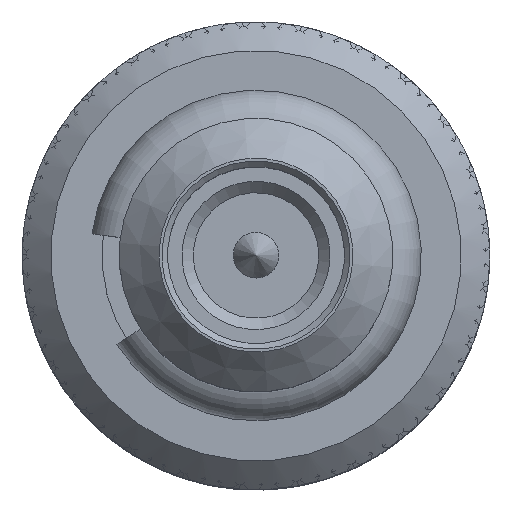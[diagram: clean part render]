
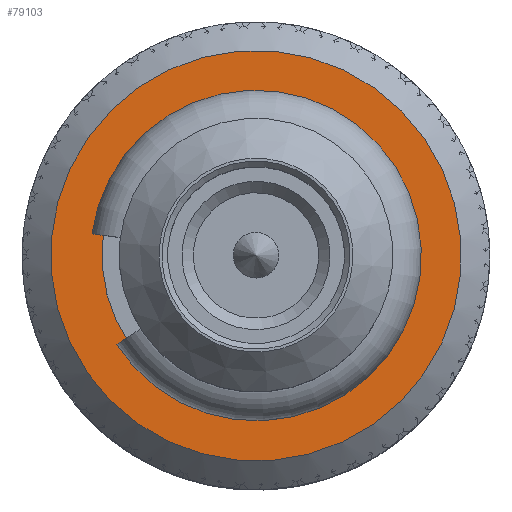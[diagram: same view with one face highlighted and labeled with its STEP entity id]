
A CAD part, top view. The second image highlights one B-rep face of the part: STEP entity #79103.
In plain terms, the highlighted planar face has unit normal (0, 0, 1).
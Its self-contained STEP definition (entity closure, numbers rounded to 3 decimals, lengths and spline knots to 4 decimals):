
#17183=PLANE('',#82987);
#17430=CIRCLE('',#82988,1.8);
#17431=CIRCLE('',#82989,1.35);
#31035=ORIENTED_EDGE('',*,*,#52593,.T.);
#31036=ORIENTED_EDGE('',*,*,#52594,.T.);
#52593=EDGE_CURVE('',#61393,#61393,#17430,.F.);
#52594=EDGE_CURVE('',#61394,#61394,#17431,.T.);
#61393=VERTEX_POINT('',#208260);
#61394=VERTEX_POINT('',#208262);
#65884=EDGE_LOOP('',(#31035));
#65885=EDGE_LOOP('',(#31036));
#72116=FACE_BOUND('',#65884,.T.);
#72117=FACE_BOUND('',#65885,.T.);
#79103=ADVANCED_FACE('',(#72116,#72117),#17183,.F.);
#82987=AXIS2_PLACEMENT_3D('',#208258,#85399,#85400);
#82988=AXIS2_PLACEMENT_3D('',#208259,#85401,#85402);
#82989=AXIS2_PLACEMENT_3D('',#208261,#85403,#85404);
#85399=DIRECTION('',(0.,0.,-1.));
#85400=DIRECTION('',(-1.,0.,0.));
#85401=DIRECTION('',(0.,0.,-1.));
#85402=DIRECTION('',(-1.,0.,0.));
#85403=DIRECTION('',(0.,0.,-1.));
#85404=DIRECTION('',(-1.,0.,0.));
#208258=CARTESIAN_POINT('',(0.,0.,0.));
#208259=CARTESIAN_POINT('',(0.,0.,0.));
#208260=CARTESIAN_POINT('',(-1.8,0.,0.));
#208261=CARTESIAN_POINT('',(0.,0.,0.));
#208262=CARTESIAN_POINT('',(-1.35,0.,0.));
